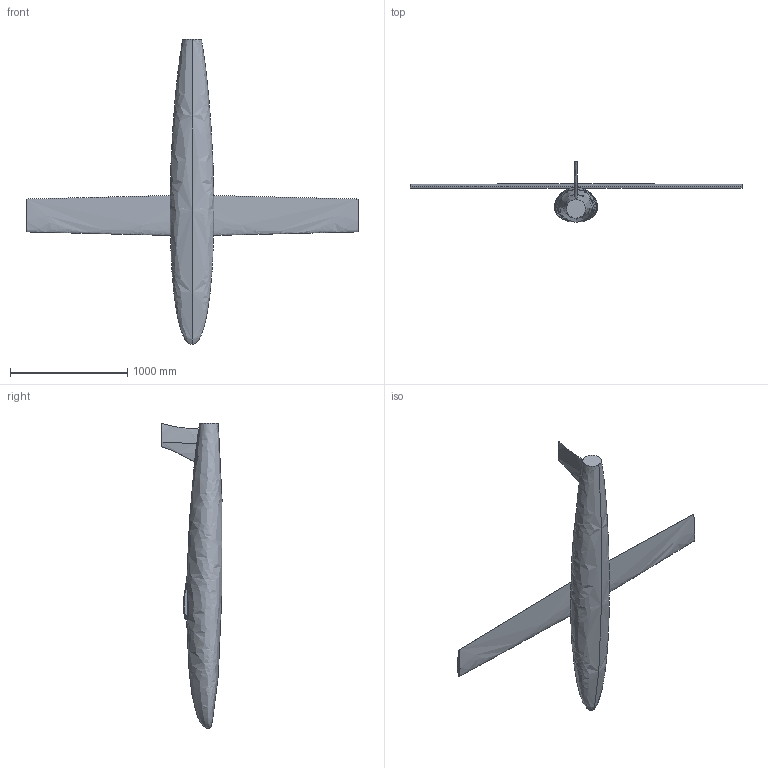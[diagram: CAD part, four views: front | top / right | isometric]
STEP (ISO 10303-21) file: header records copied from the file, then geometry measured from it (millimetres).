
FILE_DESCRIPTION (( 'STEP AP214' ), '1' );
FILE_NAME ('Orgo body.STEP', '2026-02-06T13:25:23', ( '' ), ( '' ), 'SwSTEP 2.0', 'SolidWorks 2025', '' );
FILE_SCHEMA (( 'AUTOMOTIVE_DESIGN' ));
Length unit declared in the file: millimetre
Products named in the file (1): Orgo body
Bounding box: 2830 x 511.51 x 2600 mm (x, y, z)
Volume: 169217970.3 mm3; surface area: 4186045.9 mm2
Topology: 1 solids, 1 shells, 12 faces, 29 edges, 17 vertices
Faces by surface type: bspline 6, plane 6
Entity records: 7059 total; most frequent: CARTESIAN_POINT 6822, ORIENTED_EDGE 54, EDGE_CURVE 27, DIRECTION 25, VERTEX_POINT 17, B_SPLINE_CURVE_WITH_KNOTS 16, ADVANCED_FACE 12, EDGE_LOOP 12
